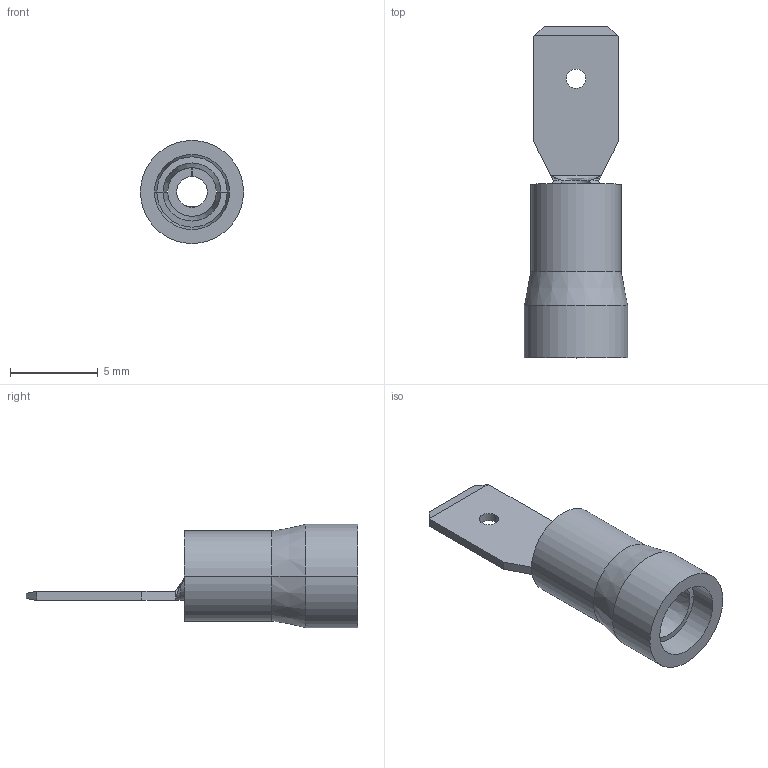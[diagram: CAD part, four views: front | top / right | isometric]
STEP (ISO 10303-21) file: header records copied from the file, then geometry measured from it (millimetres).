
FILE_DESCRIPTION (( 'STEP AP214' ), '1' );
FILE_NAME ('V70FS004003.step', '2017-09-28T13:22:31', ( '' ), ( '' ), 'SwSTEP 2.0', 'SolidWorks 2017', '' );
FILE_SCHEMA (( 'AUTOMOTIVE_DESIGN' ));
Length unit declared in the file: millimetre
Products named in the file (1): V70FS004003
Bounding box: 5.87 x 18.9 x 5.87 mm (x, y, z)
Volume: 182.2 mm3; surface area: 662.7 mm2
Topology: 3 solids, 3 shells, 59 faces, 142 edges, 88 vertices
Faces by surface type: cylinder 22, plane 19, cone 10, bspline 8
Entity records: 1978 total; most frequent: CARTESIAN_POINT 572, ORIENTED_EDGE 284, DIRECTION 272, EDGE_CURVE 142, AXIS2_PLACEMENT_3D 100, VERTEX_POINT 88, VECTOR 72, LINE 72
